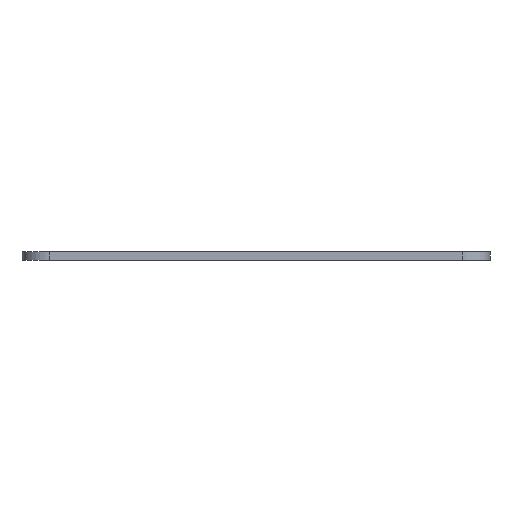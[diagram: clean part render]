
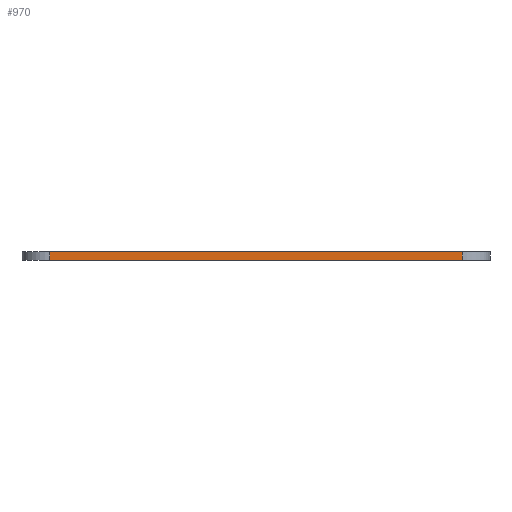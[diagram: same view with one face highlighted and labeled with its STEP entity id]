
A CAD part, left-side view. The second image highlights one B-rep face of the part: STEP entity #970.
In plain terms, the highlighted planar face has unit normal (-1, 0, 0).
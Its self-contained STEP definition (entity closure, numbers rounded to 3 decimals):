
#33=PLANE('',#1036);
#60=FACE_OUTER_BOUND('',#110,.T.);
#110=EDGE_LOOP('',(#661,#662,#663,#664));
#178=LINE('',#1434,#274);
#179=LINE('',#1437,#275);
#180=LINE('',#1439,#276);
#181=LINE('',#1440,#277);
#274=VECTOR('',#1140,10.);
#275=VECTOR('',#1143,10.);
#276=VECTOR('',#1144,10.);
#277=VECTOR('',#1145,10.);
#417=VERTEX_POINT('',#1427);
#420=VERTEX_POINT('',#1432);
#421=VERTEX_POINT('',#1436);
#422=VERTEX_POINT('',#1438);
#516=EDGE_CURVE('',#420,#417,#178,.T.);
#517=EDGE_CURVE('',#421,#420,#179,.T.);
#518=EDGE_CURVE('',#422,#421,#180,.T.);
#519=EDGE_CURVE('',#417,#422,#181,.T.);
#661=ORIENTED_EDGE('',*,*,#516,.F.);
#662=ORIENTED_EDGE('',*,*,#517,.F.);
#663=ORIENTED_EDGE('',*,*,#518,.F.);
#664=ORIENTED_EDGE('',*,*,#519,.F.);
#970=ADVANCED_FACE('',(#60),#33,.T.);
#1036=AXIS2_PLACEMENT_3D('',#1435,#1141,#1142);
#1140=DIRECTION('',(0.,0.,1.));
#1141=DIRECTION('center_axis',(-1.,0.,0.));
#1142=DIRECTION('ref_axis',(0.,-1.,0.));
#1143=DIRECTION('',(0.,1.,0.));
#1144=DIRECTION('',(0.,0.,-1.));
#1145=DIRECTION('',(0.,-1.,0.));
#1427=CARTESIAN_POINT('',(-14.425,7.775,1.5));
#1432=CARTESIAN_POINT('',(-14.425,7.775,0.));
#1434=CARTESIAN_POINT('',(-14.425,7.775,0.));
#1435=CARTESIAN_POINT('Origin',(-14.425,12.775,0.));
#1436=CARTESIAN_POINT('',(-14.425,-67.125,0.));
#1437=CARTESIAN_POINT('',(-14.425,-72.125,0.));
#1438=CARTESIAN_POINT('',(-14.425,-67.125,1.5));
#1439=CARTESIAN_POINT('',(-14.425,-67.125,0.));
#1440=CARTESIAN_POINT('',(-14.425,-72.125,1.5));
